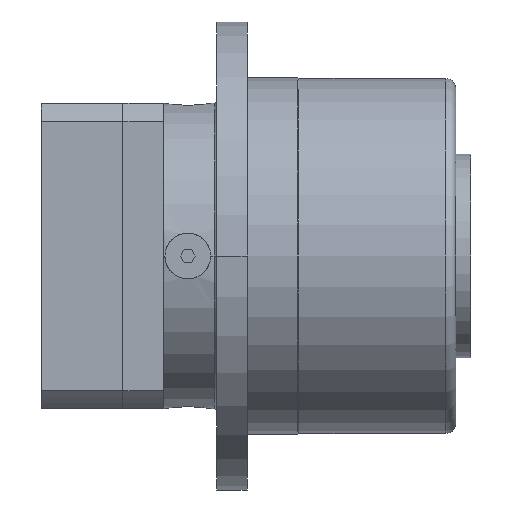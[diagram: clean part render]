
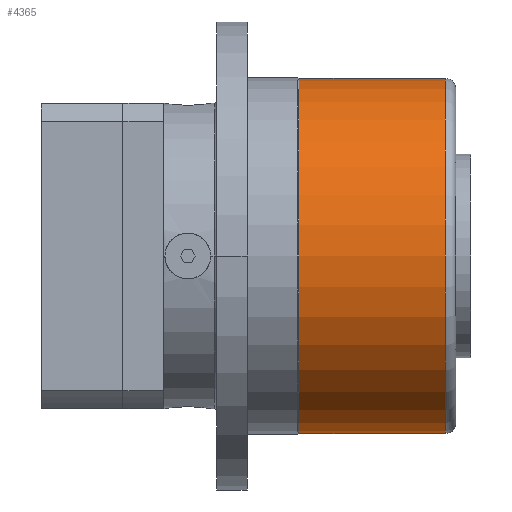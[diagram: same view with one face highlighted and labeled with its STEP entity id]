
A CAD part, front view. The second image highlights one B-rep face of the part: STEP entity #4365.
In plain terms, the highlighted cylindrical face has radius 34.9 mm (diameter 69.8 mm), a partial arc.
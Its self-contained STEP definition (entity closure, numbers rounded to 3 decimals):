
#252=DIRECTION('',(-1.,0.,0.));
#253=VECTOR('',#252,28.827);
#254=CARTESIAN_POINT('',(79.5,0.,-34.9));
#255=LINE('',#254,#253);
#256=DIRECTION('',(-1.,0.,0.));
#257=VECTOR('',#256,28.827);
#258=CARTESIAN_POINT('',(79.5,0.,34.9));
#259=LINE('',#258,#257);
#260=CARTESIAN_POINT('',(79.5,0.,0.));
#261=DIRECTION('',(-1.,0.,0.));
#262=DIRECTION('',(0.,0.,-1.));
#263=AXIS2_PLACEMENT_3D('',#260,#261,#262);
#288=CARTESIAN_POINT('',(50.673,0.,0.));
#289=DIRECTION('',(-1.,0.,0.));
#290=DIRECTION('',(0.,0.,-1.));
#291=AXIS2_PLACEMENT_3D('',#288,#289,#290);
#3686=CARTESIAN_POINT('',(50.673,0.,-34.9));
#3688=VERTEX_POINT('',#3686);
#3690=CARTESIAN_POINT('',(50.673,0.,34.9));
#3692=VERTEX_POINT('',#3690);
#3806=CARTESIAN_POINT('',(79.5,0.,-34.9));
#3807=VERTEX_POINT('',#3806);
#3808=CARTESIAN_POINT('',(79.5,0.,34.9));
#3809=VERTEX_POINT('',#3808);
#4351=CARTESIAN_POINT('',(38.3,0.,0.));
#4352=DIRECTION('',(1.,0.,0.));
#4353=DIRECTION('',(0.,0.,1.));
#4354=AXIS2_PLACEMENT_3D('',#4351,#4352,#4353);
#4355=CYLINDRICAL_SURFACE('',#4354,34.9);
#4357=ORIENTED_EDGE('',*,*,#4356,.T.);
#4359=ORIENTED_EDGE('',*,*,#4358,.T.);
#4361=ORIENTED_EDGE('',*,*,#4360,.F.);
#4362=ORIENTED_EDGE('',*,*,#4334,.F.);
#4363=EDGE_LOOP('',(#4357,#4359,#4361,#4362));
#4364=FACE_OUTER_BOUND('',#4363,.F.);
#264=CIRCLE('',#263,34.9);
#292=CIRCLE('',#291,34.9);
#4334=EDGE_CURVE('',#3807,#3809,#264,.T.);
#4356=EDGE_CURVE('',#3807,#3688,#255,.T.);
#4358=EDGE_CURVE('',#3688,#3692,#292,.T.);
#4360=EDGE_CURVE('',#3809,#3692,#259,.T.);
#4365=ADVANCED_FACE('',(#4364),#4355,.T.);
